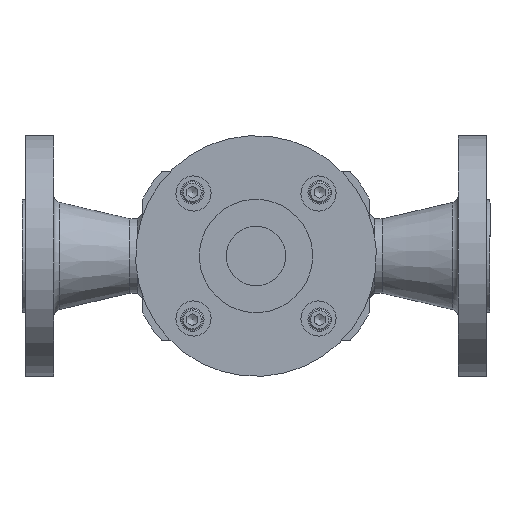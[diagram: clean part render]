
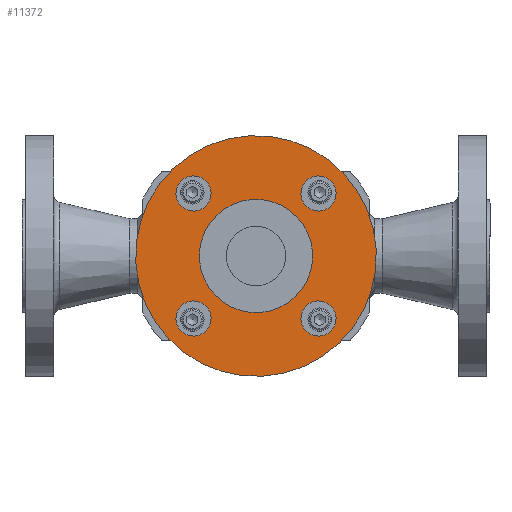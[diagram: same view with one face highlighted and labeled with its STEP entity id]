
A CAD part, front view. The second image highlights one B-rep face of the part: STEP entity #11372.
In plain terms, the highlighted planar face has unit normal (0, -1, 0).
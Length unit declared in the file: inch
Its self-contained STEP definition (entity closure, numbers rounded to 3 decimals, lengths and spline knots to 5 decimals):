
#11157=CARTESIAN_POINT('',(1.40055,-2.0675,-1.19036));
#11158=VERTEX_POINT('',#11157);
#11159=CARTESIAN_POINT('',(1.10309,-2.0675,-1.10309));
#11160=DIRECTION('',(0.,-1.0,0.));
#11161=DIRECTION('',(-0.707,0.,-0.707));
#11162=AXIS2_PLACEMENT_3D('',#11159,#11160,#11161);
#11163=CIRCLE('',#11162,0.31);
#11164=EDGE_CURVE('',#11158,#11158,#11163,.T.);
#11177=CARTESIAN_POINT('',(1.19036,-2.0675,1.40055));
#11178=VERTEX_POINT('',#11177);
#11179=CARTESIAN_POINT('',(1.10309,-2.0675,1.10309));
#11180=DIRECTION('',(0.,-1.0,0.));
#11181=DIRECTION('',(-0.707,0.,-0.707));
#11182=AXIS2_PLACEMENT_3D('',#11179,#11180,#11181);
#11183=CIRCLE('',#11182,0.31);
#11184=EDGE_CURVE('',#11178,#11178,#11183,.T.);
#11197=CARTESIAN_POINT('',(-1.40055,-2.0675,1.19036));
#11198=VERTEX_POINT('',#11197);
#11199=CARTESIAN_POINT('',(-1.10309,-2.0675,1.10309));
#11200=DIRECTION('',(0.,-1.0,0.));
#11201=DIRECTION('',(-0.707,0.,-0.707));
#11202=AXIS2_PLACEMENT_3D('',#11199,#11200,#11201);
#11203=CIRCLE('',#11202,0.31);
#11204=EDGE_CURVE('',#11198,#11198,#11203,.T.);
#11225=CARTESIAN_POINT('',(-0.95955,-2.0675,0.28154));
#11226=VERTEX_POINT('',#11225);
#11227=CARTESIAN_POINT('',(0.,-2.0675,0.));
#11228=DIRECTION('',(0.,-1.0,0.));
#11229=DIRECTION('',(-0.707,0.,-0.707));
#11230=AXIS2_PLACEMENT_3D('',#11227,#11228,#11229);
#11231=CIRCLE('',#11230,1.);
#11232=EDGE_CURVE('',#11226,#11226,#11231,.T.);
#11314=CARTESIAN_POINT('',(-2.03904,-2.0675,0.59827));
#11315=VERTEX_POINT('',#11314);
#11316=CARTESIAN_POINT('',(0.,-2.0675,0.));
#11317=DIRECTION('',(0.,-1.,0.));
#11318=DIRECTION('',(-0.707,0.,-0.707));
#11319=AXIS2_PLACEMENT_3D('',#11316,#11317,#11318);
#11320=CIRCLE('',#11319,2.125);
#11321=EDGE_CURVE('',#11315,#11315,#11320,.T.);
#11337=CARTESIAN_POINT('',(-1.19036,-2.0675,-1.40055));
#11338=VERTEX_POINT('',#11337);
#11339=CARTESIAN_POINT('',(-1.10309,-2.0675,-1.10309));
#11340=DIRECTION('',(0.,-1.0,0.));
#11341=DIRECTION('',(-0.707,0.,-0.707));
#11342=AXIS2_PLACEMENT_3D('',#11339,#11340,#11341);
#11343=CIRCLE('',#11342,0.31);
#11344=EDGE_CURVE('',#11338,#11338,#11343,.T.);
#11349=CARTESIAN_POINT('',(-0.70711,-2.0675,0.70711));
#11350=DIRECTION('',(0.0,-1.0,0.0));
#11351=DIRECTION('',(0.707,0.0,0.707));
#11352=AXIS2_PLACEMENT_3D('',#11349,#11350,#11351);
#11353=PLANE('',#11352);
#11354=ORIENTED_EDGE('',*,*,#11321,.T.);
#11355=EDGE_LOOP('',(#11354));
#11356=FACE_OUTER_BOUND('',#11355,.T.);
#11357=ORIENTED_EDGE('',*,*,#11204,.F.);
#11358=EDGE_LOOP('',(#11357));
#11359=FACE_BOUND('',#11358,.T.);
#11360=ORIENTED_EDGE('',*,*,#11184,.F.);
#11361=EDGE_LOOP('',(#11360));
#11362=FACE_BOUND('',#11361,.T.);
#11363=ORIENTED_EDGE('',*,*,#11164,.F.);
#11364=EDGE_LOOP('',(#11363));
#11365=FACE_BOUND('',#11364,.T.);
#11366=ORIENTED_EDGE('',*,*,#11232,.F.);
#11367=EDGE_LOOP('',(#11366));
#11368=FACE_BOUND('',#11367,.T.);
#11369=ORIENTED_EDGE('',*,*,#11344,.F.);
#11370=EDGE_LOOP('',(#11369));
#11371=FACE_BOUND('',#11370,.T.);
#11372=ADVANCED_FACE('',(#11356,#11359,#11362,#11365,#11368,#11371),#11353,.T.);
